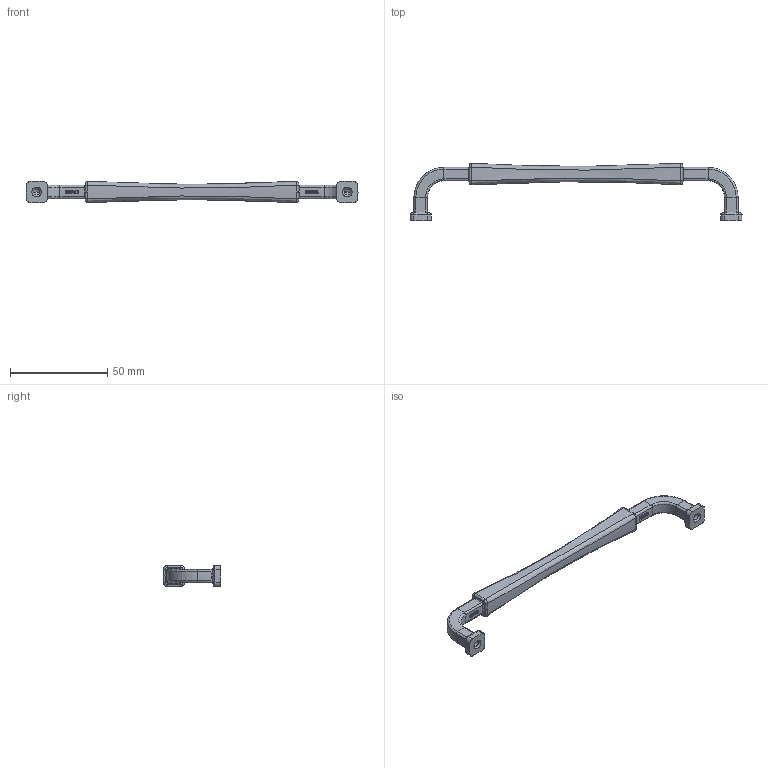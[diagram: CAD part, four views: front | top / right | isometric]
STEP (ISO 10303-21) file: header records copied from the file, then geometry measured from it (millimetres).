
FILE_DESCRIPTION(('Creo Elements/Direct Modeling STEP Export'),'2;1');
FILE_NAME('2633-171.stp','2023-11-14T 9:40:25',(''),(''),'Creo Elements/Direct Modeling STEP processor for AP214 (Solid Model)','Creo Elements/Direct Modeling 20.0 12-Nov-2016 (C) Parametric Technology GmbH','');
FILE_SCHEMA(('AUTOMOTIVE_DESIGN { 1 0 10303 214 1 1 1 1 }'));
Length unit declared in the file: millimetre
Products named in the file (2): ZN-12120
Assembly tree (1 placements, depth 2):
  ZN-12120
    ZN-12120
Bounding box: 171 x 29.54 x 10.98 mm (x, y, z)
Volume: 13069.9 mm3; surface area: 6650.6 mm2
Topology: 1 solids, 1 shells, 632 faces, 1734 edges, 1115 vertices
Faces by surface type: plane 461, bspline 92, cylinder 51, torus 20, cone 8
Entity records: 35420 total; most frequent: CARTESIAN_POINT 19933, ORIENTED_EDGE 3460, DIRECTION 2984, EDGE_CURVE 1730, VERTEX_POINT 1115, AXIS2_PLACEMENT_3D 1002, VECTOR 980, LINE 980
